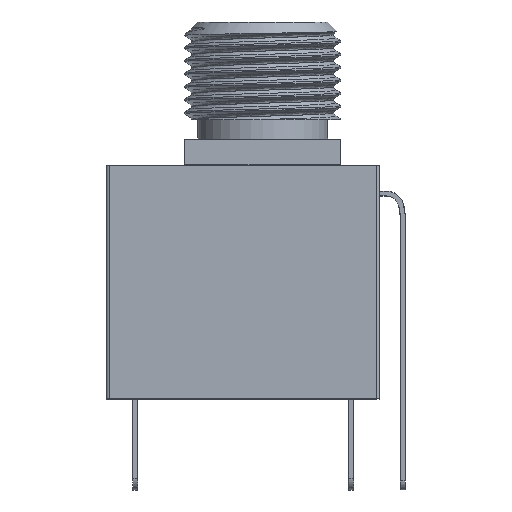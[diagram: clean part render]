
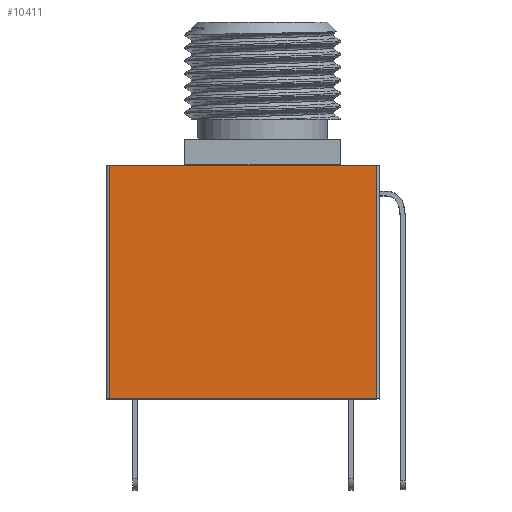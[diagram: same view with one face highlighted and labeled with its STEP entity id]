
A CAD part, left-side view. The second image highlights one B-rep face of the part: STEP entity #10411.
In plain terms, the highlighted planar face has unit normal (-1, 0, 0).
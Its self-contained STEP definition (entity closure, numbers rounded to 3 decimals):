
#10162=CARTESIAN_POINT('',(-4.5,-4.4,8.99));
#10163=VERTEX_POINT('',#10162);
#10211=CARTESIAN_POINT('',(-4.5,5.9,8.99));
#10212=VERTEX_POINT('',#10211);
#10244=CARTESIAN_POINT('',(-4.5,5.9,0.01));
#10245=VERTEX_POINT('',#10244);
#10309=CARTESIAN_POINT('',(-4.5,-4.4,0.01));
#10310=VERTEX_POINT('',#10309);
#10334=CARTESIAN_POINT('',(-4.5,-4.4,0.0));
#10335=DIRECTION('',(0.0,0.0,1.0));
#10336=VECTOR('',#10335,1.0);
#10337=LINE('',#10334,#10336);
#10338=EDGE_CURVE('n� 10',#10310,#10163,#10337,.T.);
#10351=CARTESIAN_POINT('',(-4.5,-4.5,8.99));
#10352=DIRECTION('',(-0.0,1.0,0.0));
#10353=VECTOR('',#10352,1.0);
#10354=LINE('',#10351,#10353);
#10355=EDGE_CURVE('n� 14',#10163,#10212,#10354,.T.);
#10366=CARTESIAN_POINT('',(-4.5,5.9,0.0));
#10367=DIRECTION('',(-0.0,0.0,-1.0));
#10368=VECTOR('',#10367,1.0);
#10369=LINE('',#10366,#10368);
#10370=EDGE_CURVE('n� 18',#10212,#10245,#10369,.T.);
#10385=CARTESIAN_POINT('',(-4.5,-4.5,0.01));
#10386=DIRECTION('',(-0.0,-1.0,-0.0));
#10387=VECTOR('',#10386,1.0);
#10388=LINE('',#10385,#10387);
#10389=EDGE_CURVE('n� 21',#10245,#10310,#10388,.T.);
#10400=ORIENTED_EDGE('',*,*,#10370,.T.);
#10401=ORIENTED_EDGE('',*,*,#10389,.T.);
#10402=ORIENTED_EDGE('',*,*,#10338,.T.);
#10403=ORIENTED_EDGE('',*,*,#10355,.T.);
#10404=EDGE_LOOP('',(#10400,#10401,#10402,#10403));
#10405=FACE_OUTER_BOUND('',#10404,.T.);
#10406=CARTESIAN_POINT('',(-4.5,-4.5,0.0));
#10407=DIRECTION('',(-1.0,0.0,0.0));
#10408=DIRECTION('',(0.0,0.0,1.0));
#10409=AXIS2_PLACEMENT_3D('',#10406,#10407,#10408);
#10410=PLANE('',#10409);
#10411=ADVANCED_FACE('n� 2',(#10405),#10410,.T.);
